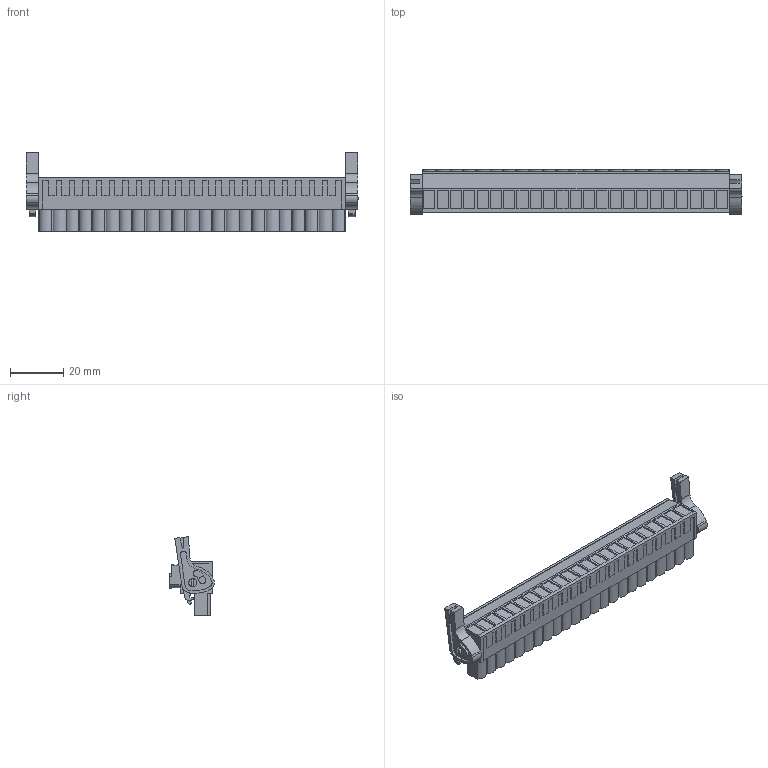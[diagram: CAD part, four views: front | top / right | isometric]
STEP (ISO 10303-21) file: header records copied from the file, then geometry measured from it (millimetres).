
FILE_DESCRIPTION(('CATIA V5 STEP Exchange','CAx-IF Rec.Pracs.--- Model Styling and Organization---1.2---2011-12-15'),'2;1');
FILE_NAME ('D1460366_0_1956160000_1956160000.stp','2017-05-31T13:09:20+00:00',('none'),('Weidmueller'),'CATIA Version 5-6 Release 2014','CATIA V5 STEP AP214','none');
FILE_SCHEMA(('AUTOMOTIVE_DESIGN { 1 0 10303 214 1 1 1 1 }'));
Length unit declared in the file: millimetre
Products named in the file (1): 1956160000
Bounding box: 124.7 x 16.89 x 29.52 mm (x, y, z)
Volume: 23871.5 mm3; surface area: 13796.5 mm2
Topology: 26 solids, 26 shells, 1516 faces, 4348 edges, 2986 vertices
Faces by surface type: plane 1183, cylinder 331, extrusion 2
Entity records: 47737 total; most frequent: CARTESIAN_POINT 8867, ORIENTED_EDGE 8696, DIRECTION 6227, EDGE_CURVE 4348, VECTOR 3529, LINE 3527, VERTEX_POINT 2986, AXIS2_PLACEMENT_3D 1723
